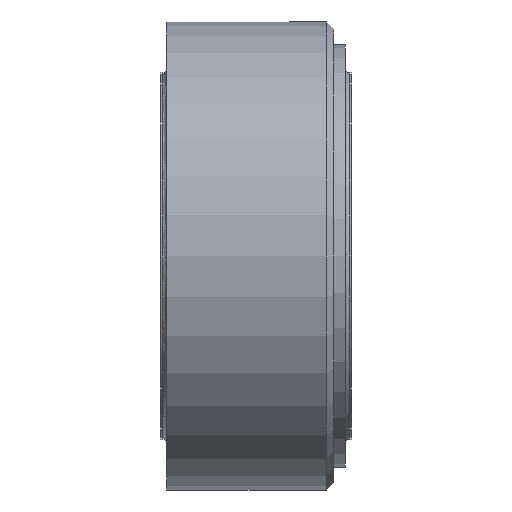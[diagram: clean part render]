
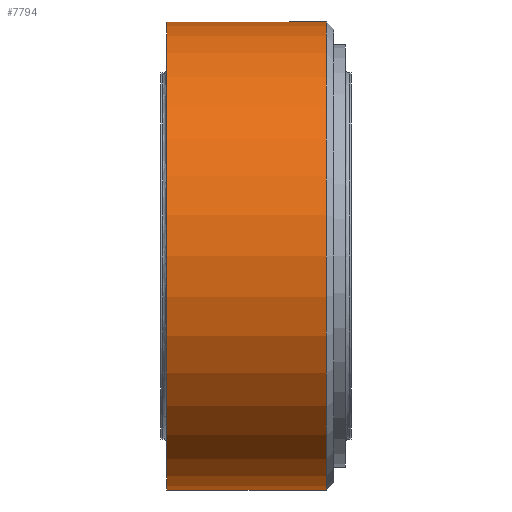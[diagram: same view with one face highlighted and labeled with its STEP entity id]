
A CAD part, left-side view. The second image highlights one B-rep face of the part: STEP entity #7794.
In plain terms, the highlighted cylindrical face has radius 15.621 mm (diameter 31.242 mm), a full revolution.
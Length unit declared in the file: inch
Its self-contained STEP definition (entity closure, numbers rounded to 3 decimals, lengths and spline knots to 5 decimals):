
#7452=CARTESIAN_POINT('',(0.,-0.0625,1.455));
#7453=VERTEX_POINT('',#7452);
#7454=CARTESIAN_POINT('',(-0.0625,0.,1.45818));
#7455=VERTEX_POINT('',#7454);
#7456=CARTESIAN_POINT('',(0.,-0.0625,1.455));
#7457=CARTESIAN_POINT('',(-0.00785,-0.0625,1.455));
#7458=CARTESIAN_POINT('',(-0.01623,-0.06093,1.45517));
#7459=CARTESIAN_POINT('',(-0.03162,-0.05455,1.45577));
#7460=CARTESIAN_POINT('',(-0.03865,-0.04974,1.45619));
#7461=CARTESIAN_POINT('',(-0.04974,-0.03865,1.45699));
#7462=CARTESIAN_POINT('',(-0.05455,-0.03162,1.45742));
#7463=CARTESIAN_POINT('',(-0.06093,-0.01623,1.45802));
#7464=CARTESIAN_POINT('',(-0.0625,-0.00785,1.45818));
#7465=CARTESIAN_POINT('',(-0.0625,0.,1.45818));
#7466=B_SPLINE_CURVE_WITH_KNOTS('',3,(#7456,#7457,#7458,#7459,#7460,#7461,#7462,#7463,#7464,#7465),.UNSPECIFIED.,.F.,.U.,(4,2,2,2,4),(0.28272,0.30628,0.32985,0.35341,0.37697),.UNSPECIFIED.);
#7467=EDGE_CURVE('',#7453,#7455,#7466,.T.);
#7469=CARTESIAN_POINT('',(0.,0.0625,1.455));
#7470=VERTEX_POINT('',#7469);
#7471=CARTESIAN_POINT('',(-0.0625,0.,1.45818));
#7472=CARTESIAN_POINT('',(-0.0625,0.00785,1.45818));
#7473=CARTESIAN_POINT('',(-0.06093,0.01623,1.45802));
#7474=CARTESIAN_POINT('',(-0.05455,0.03162,1.45742));
#7475=CARTESIAN_POINT('',(-0.04974,0.03865,1.45699));
#7476=CARTESIAN_POINT('',(-0.03865,0.04974,1.45619));
#7477=CARTESIAN_POINT('',(-0.03162,0.05455,1.45577));
#7478=CARTESIAN_POINT('',(-0.01623,0.06093,1.45517));
#7479=CARTESIAN_POINT('',(-0.00785,0.0625,1.455));
#7480=CARTESIAN_POINT('',(0.,0.0625,1.455));
#7481=B_SPLINE_CURVE_WITH_KNOTS('',3,(#7471,#7472,#7473,#7474,#7475,#7476,#7477,#7478,#7479,#7480),.UNSPECIFIED.,.F.,.U.,(4,2,2,2,4),(0.0,0.02356,0.04712,0.07068,0.09424),.UNSPECIFIED.);
#7482=EDGE_CURVE('',#7455,#7470,#7481,.T.);
#7484=CARTESIAN_POINT('',(0.,0.0625,1.455));
#7485=CARTESIAN_POINT('',(0.00785,0.0625,1.455));
#7486=CARTESIAN_POINT('',(0.01623,0.06093,1.45517));
#7487=CARTESIAN_POINT('',(0.03162,0.05455,1.45577));
#7488=CARTESIAN_POINT('',(0.03865,0.04974,1.45619));
#7489=CARTESIAN_POINT('',(0.04974,0.03865,1.45699));
#7490=CARTESIAN_POINT('',(0.05455,0.03162,1.45742));
#7491=CARTESIAN_POINT('',(0.06093,0.01623,1.45802));
#7492=CARTESIAN_POINT('',(0.0625,0.00785,1.45818));
#7493=CARTESIAN_POINT('',(0.0625,-0.00785,1.45818));
#7494=CARTESIAN_POINT('',(0.06093,-0.01623,1.45802));
#7495=CARTESIAN_POINT('',(0.05455,-0.03162,1.45742));
#7496=CARTESIAN_POINT('',(0.04974,-0.03865,1.45699));
#7497=CARTESIAN_POINT('',(0.03865,-0.04974,1.45619));
#7498=CARTESIAN_POINT('',(0.03162,-0.05455,1.45577));
#7499=CARTESIAN_POINT('',(0.01623,-0.06093,1.45517));
#7500=CARTESIAN_POINT('',(0.00785,-0.0625,1.455));
#7501=CARTESIAN_POINT('',(0.,-0.0625,1.455));
#7502=B_SPLINE_CURVE_WITH_KNOTS('',3,(#7484,#7485,#7486,#7487,#7488,#7489,#7490,#7491,#7492,#7493,#7494,#7495,#7496,#7497,#7498,#7499,#7500,#7501),.UNSPECIFIED.,.F.,.U.,(4,2,2,2,2,2,2,2,4),(0.09424,0.1178,0.14136,0.16492,0.18848,0.21204,0.2356,0.25916,0.28272),.UNSPECIFIED.);
#7503=EDGE_CURVE('',#7470,#7453,#7502,.T.);
#7758=CARTESIAN_POINT('',(0.,-0.195,1.455));
#7759=VERTEX_POINT('',#7758);
#7760=CARTESIAN_POINT('',(0.,-0.195,2.07));
#7761=DIRECTION('',(0.0,-1.0,0.0));
#7762=DIRECTION('',(0.0,0.0,1.0));
#7763=AXIS2_PLACEMENT_3D('',#7760,#7761,#7762);
#7764=CIRCLE('',#7763,0.615);
#7765=EDGE_CURVE('',#7759,#7759,#7764,.T.);
#7770=CARTESIAN_POINT('',(0.,0.15,2.07));
#7771=DIRECTION('',(0.0,-1.0,0.0));
#7772=DIRECTION('',(0.0,0.0,-1.0));
#7773=AXIS2_PLACEMENT_3D('',#7770,#7771,#7772);
#7774=CYLINDRICAL_SURFACE('',#7773,0.615);
#7775=CARTESIAN_POINT('',(0.,0.225,1.455));
#7776=VERTEX_POINT('',#7775);
#7777=CARTESIAN_POINT('',(0.,0.225,2.07));
#7778=DIRECTION('',(0.0,1.0,0.0));
#7779=DIRECTION('',(0.0,0.0,-1.0));
#7780=AXIS2_PLACEMENT_3D('',#7777,#7778,#7779);
#7781=CIRCLE('',#7780,0.615);
#7782=EDGE_CURVE('',#7776,#7776,#7781,.T.);
#7783=ORIENTED_EDGE('',*,*,#7782,.F.);
#7784=EDGE_LOOP('',(#7783));
#7785=FACE_OUTER_BOUND('',#7784,.T.);
#7786=ORIENTED_EDGE('',*,*,#7482,.F.);
#7787=ORIENTED_EDGE('',*,*,#7467,.F.);
#7788=ORIENTED_EDGE('',*,*,#7503,.F.);
#7789=EDGE_LOOP('',(#7786,#7787,#7788));
#7790=FACE_BOUND('',#7789,.T.);
#7791=ORIENTED_EDGE('',*,*,#7765,.F.);
#7792=EDGE_LOOP('',(#7791));
#7793=FACE_BOUND('',#7792,.T.);
#7794=ADVANCED_FACE('',(#7785,#7790,#7793),#7774,.T.);
